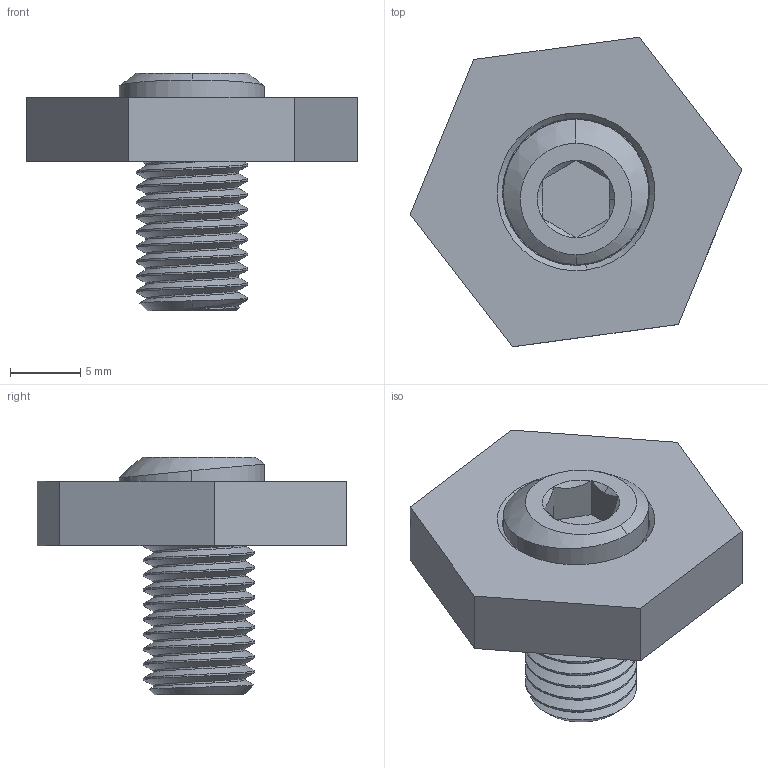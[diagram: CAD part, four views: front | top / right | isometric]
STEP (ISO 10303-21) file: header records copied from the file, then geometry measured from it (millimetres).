
FILE_DESCRIPTION (( 'STEP AP214' ), '1' );
FILE_NAME ('10205.STEP', '2024-07-22T15:12:11', ( '' ), ( '' ), 'SwSTEP 2.0', 'SolidWorks 2021', '' );
FILE_SCHEMA (( 'AUTOMOTIVE_DESIGN' ));
Length unit declared in the file: inch
Products named in the file (3): 10369_10369; 10205; 10584_10584
Assembly tree (2 placements, depth 2):
  10205
    10369_10369
    10584_10584
Bounding box: 23.62 x 22.05 x 16.92 mm (x, y, z)
Volume: 2106.8 mm3; surface area: 1884 mm2
Topology: 2 solids, 2 shells, 65 faces, 160 edges, 102 vertices
Faces by surface type: cylinder 29, plane 19, cone 12, bspline 3, sphere 2
Entity records: 4105 total; most frequent: CARTESIAN_POINT 2618, ORIENTED_EDGE 320, DIRECTION 252, EDGE_CURVE 160, VERTEX_POINT 102, AXIS2_PLACEMENT_3D 94, EDGE_LOOP 70, ADVANCED_FACE 65
